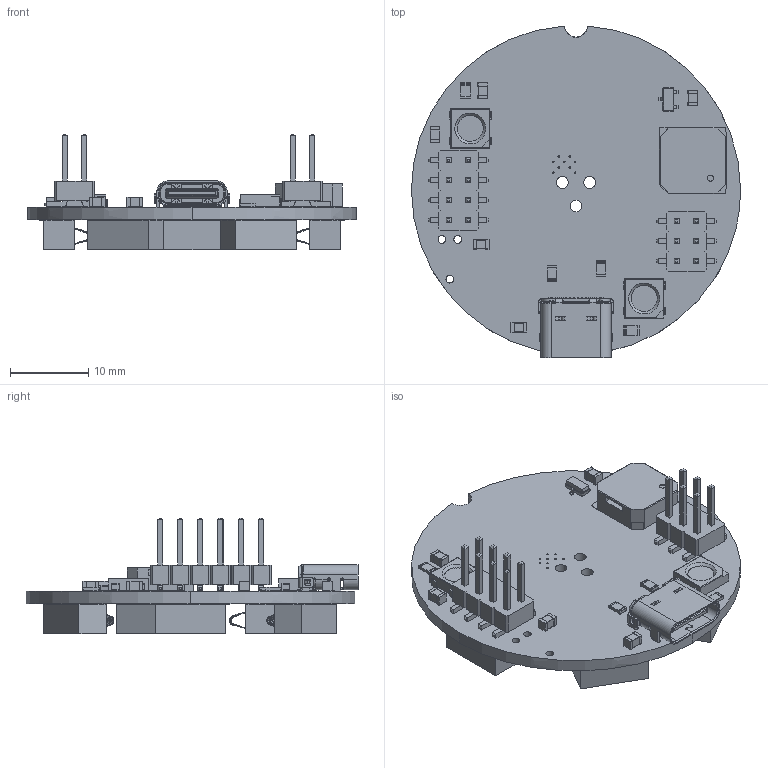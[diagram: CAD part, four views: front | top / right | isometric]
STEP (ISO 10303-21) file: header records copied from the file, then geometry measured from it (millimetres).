
FILE_DESCRIPTION(('KiCad electronic assembly'),'2;1');
FILE_NAME('FabLight.step','2023-07-18T14:34:16',('Pcbnew'),('Kicad'), 'Open CASCADE STEP processor 7.6','KiCad to STEP converter','Unknown' );
FILE_SCHEMA(('AUTOMOTIVE_DESIGN { 1 0 10303 214 1 1 1 1 }'));
Length unit declared in the file: millimetre
Products named in the file (20): FabLight 1; LED_WS2812B_PLCC4_5.0x5.0mm_P3.2mm; SOLID; R_0805_2012Metric; PUIAudio_SMT_0825_S_4_R; C_0805_2012Metric; PinHeader_2x04_P2.54mm_Vertical_SMD; SOT-23; USB4105-GF-A; COMPOUND; PinHeader_2x03_P2.54mm_Vertical_SMD; AVX-00-9155-003-541-006; FabLight PCB
Assembly tree (35 placements, depth 3):
  FabLight 1
    LED_WS2812B_PLCC4_5.0x5.0mm_P3.2mm  x2
      SOLID
    R_0805_2012Metric  x4
      SOLID
    PUIAudio_SMT_0825_S_4_R
      SOLID
    C_0805_2012Metric  x5
      SOLID
    PinHeader_2x04_P2.54mm_Vertical_SMD
      SOLID
    SOT-23
      SOLID
    USB4105-GF-A
      COMPOUND
    PinHeader_2x03_P2.54mm_Vertical_SMD
      SOLID
    AVX-00-9155-003-541-006  x9
      COMPOUND
    FabLight PCB
Bounding box: 42 x 42.37 x 14.8 mm (x, y, z)
Volume: 4105 mm3; surface area: 6864.2 mm2
Topology: 69 solids, 69 shells, 3841 faces, 10123 edges, 6490 vertices
Faces by surface type: bspline 3800, cylinder 25, plane 10, extrusion 6
Full cylindrical faces by diameter (mm): 0.2 x9, 0.65 x2, 0.991 x3, 1.5 x3
Entity records: 112520 total; most frequent: CARTESIAN_POINT 44821, B_SPLINE_CURVE_WITH_KNOTS 12658, ORIENTED_EDGE 9692, PCURVE 9692, DEFINITIONAL_REPRESENTATION 9692, EDGE_CURVE 4846, SURFACE_CURVE 4826, VERTEX_POINT 3106
